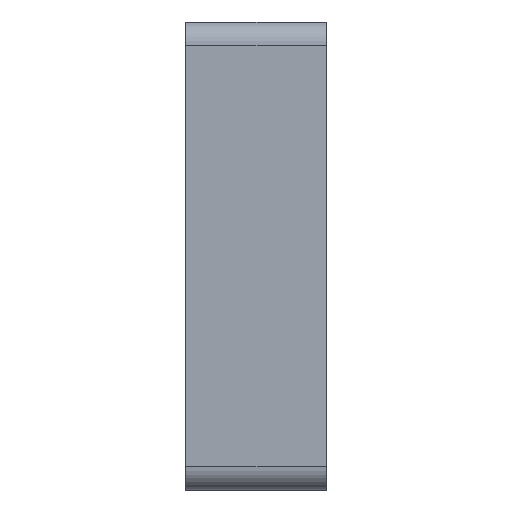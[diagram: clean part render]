
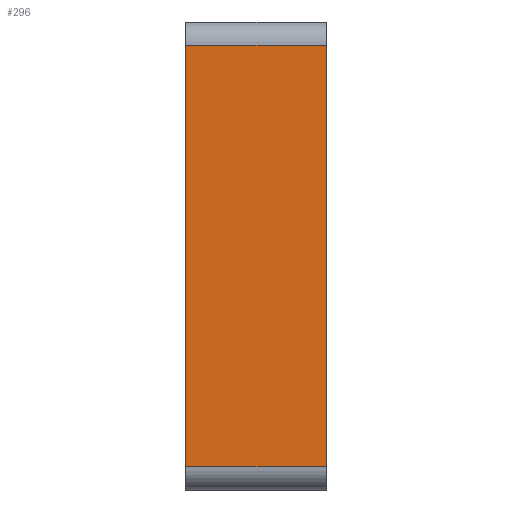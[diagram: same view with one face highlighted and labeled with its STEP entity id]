
A CAD part, left-side view. The second image highlights one B-rep face of the part: STEP entity #296.
In plain terms, the highlighted planar face has unit normal (-1, 0, 0).
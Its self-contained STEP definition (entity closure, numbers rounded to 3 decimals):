
#29=PLANE('',#343);
#44=FACE_OUTER_BOUND('',#64,.T.);
#64=EDGE_LOOP('',(#257,#258,#259,#260));
#71=LINE('',#440,#92);
#76=LINE('',#452,#97);
#80=LINE('',#477,#101);
#91=LINE('',#513,#112);
#92=VECTOR('',#351,10.);
#97=VECTOR('',#362,10.);
#101=VECTOR('',#386,10.);
#112=VECTOR('',#431,10.);
#132=VERTEX_POINT('',#437);
#133=VERTEX_POINT('',#439);
#137=VERTEX_POINT('',#451);
#147=VERTEX_POINT('',#473);
#158=EDGE_CURVE('',#132,#133,#71,.T.);
#164=EDGE_CURVE('',#137,#133,#76,.T.);
#177=EDGE_CURVE('',#137,#147,#80,.T.);
#195=EDGE_CURVE('',#147,#132,#91,.T.);
#257=ORIENTED_EDGE('',*,*,#158,.F.);
#258=ORIENTED_EDGE('',*,*,#195,.F.);
#259=ORIENTED_EDGE('',*,*,#177,.F.);
#260=ORIENTED_EDGE('',*,*,#164,.T.);
#296=ADVANCED_FACE('',(#44),#29,.T.);
#343=AXIS2_PLACEMENT_3D('',#512,#429,#430);
#351=DIRECTION('',(0.,-1.,0.));
#362=DIRECTION('',(0.,0.,1.));
#386=DIRECTION('',(0.,1.,0.));
#429=DIRECTION('center_axis',(-1.,0.,0.));
#430=DIRECTION('ref_axis',(0.,0.,1.));
#431=DIRECTION('',(0.,0.,1.));
#437=CARTESIAN_POINT('',(0.,3.,-0.5));
#439=CARTESIAN_POINT('',(0.,0.,-0.5));
#440=CARTESIAN_POINT('',(0.,0.,-0.5));
#451=CARTESIAN_POINT('',(0.,0.,-9.5));
#452=CARTESIAN_POINT('',(0.,0.,-10.));
#473=CARTESIAN_POINT('',(0.,3.,-9.5));
#477=CARTESIAN_POINT('',(0.,0.,-9.5));
#512=CARTESIAN_POINT('Origin',(0.,0.,-10.));
#513=CARTESIAN_POINT('',(0.,3.,-10.));
